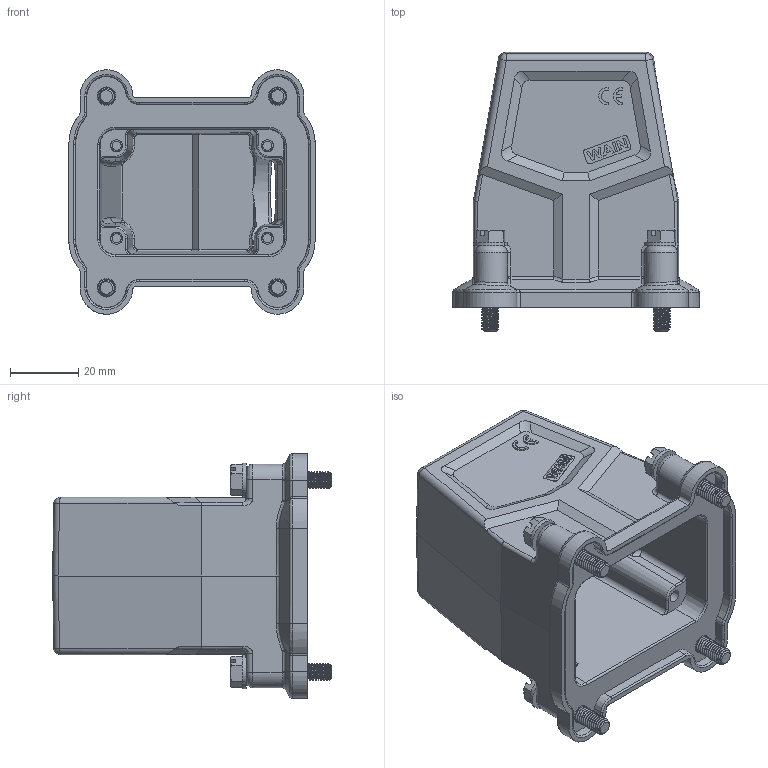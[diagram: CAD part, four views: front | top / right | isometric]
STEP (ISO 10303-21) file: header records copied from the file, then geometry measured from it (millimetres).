
FILE_DESCRIPTION(/* description */ (''),/* implementation_level */ '2;1');
FILE_NAME(/* name */ '3D_1112065305005_EMC.W6B-SEH-4S-PG29_V1.0_stp.stp',/* time_stamp */ '2024-03-21T15:51:07+08:00',/* author */ (''),/* organization */ (''),/* preprocessor_version */ 'ST-DEVELOPER v18.1',/* originating_system */ 'SIEMENS PLM Software NX 1980',/* authorisation */ '');
FILE_SCHEMA (('INTEGRATED_CNC_SCHEMA','MODEL_BASED_INTEGRATED_MANUFACTURING_SCHEMA','AP242_MANAGED_MODEL_BASED_3D_ENGINEERING_MIM_LF { 1 0 10303 442 1 1 4 }'));
Products named in the file (1): 3D_1112065305005_EMC.W6B-SEH-4S-PG29_V1.0_stp
Bounding box: 72 x 81.44 x 71.4 mm (x, y, z)
Volume: 73630.5 mm3; surface area: 37518.2 mm2
Topology: 9 solids, 9 shells, 853 faces, 2137 edges, 1330 vertices
Faces by surface type: cylinder 299, plane 280, bspline 89, cone 87, torus 82, sphere 16
Full cylindrical faces by diameter (mm): 35.5 x1
Entity records: 42263 total; most frequent: CARTESIAN_POINT 23545, ORIENTED_EDGE 4268, DIRECTION 3222, EDGE_CURVE 2134, VERTEX_POINT 1328, AXIS2_PLACEMENT_3D 1153, LINE 916, VECTOR 916
